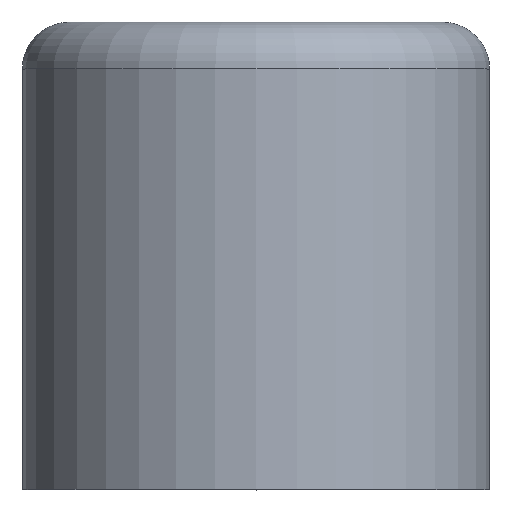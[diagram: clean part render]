
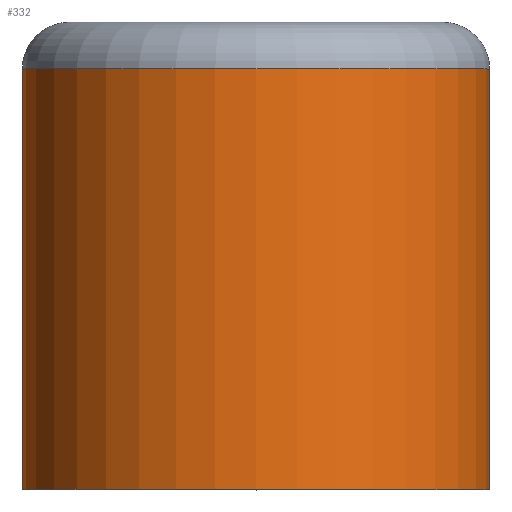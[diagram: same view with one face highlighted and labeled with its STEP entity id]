
A CAD part, top view. The second image highlights one B-rep face of the part: STEP entity #332.
In plain terms, the highlighted cylindrical face has radius 15.875 mm (diameter 31.75 mm), a full revolution.
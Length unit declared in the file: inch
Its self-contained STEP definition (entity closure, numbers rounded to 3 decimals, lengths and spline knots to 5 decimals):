
#48=FACE_OUTER_BOUND('',#68,.T.);
#68=EDGE_LOOP('',(#299,#300,#301,#302,#303));
#98=LINE('',#582,#126);
#126=VECTOR('',#486,0.625);
#141=CIRCLE('',#386,0.625);
#142=CIRCLE('',#387,0.625);
#143=CIRCLE('',#389,0.625);
#171=VERTEX_POINT('',#575);
#172=VERTEX_POINT('',#577);
#173=VERTEX_POINT('',#581);
#215=EDGE_CURVE('',#171,#172,#141,.T.);
#216=EDGE_CURVE('',#172,#171,#142,.T.);
#217=EDGE_CURVE('',#172,#173,#98,.T.);
#218=EDGE_CURVE('',#173,#173,#143,.T.);
#299=ORIENTED_EDGE('',*,*,#215,.F.);
#300=ORIENTED_EDGE('',*,*,#216,.F.);
#301=ORIENTED_EDGE('',*,*,#217,.T.);
#302=ORIENTED_EDGE('',*,*,#218,.T.);
#303=ORIENTED_EDGE('',*,*,#217,.F.);
#315=CYLINDRICAL_SURFACE('',#388,0.625);
#332=ADVANCED_FACE('',(#48),#315,.T.);
#386=AXIS2_PLACEMENT_3D('',#578,#480,#481);
#387=AXIS2_PLACEMENT_3D('',#579,#482,#483);
#388=AXIS2_PLACEMENT_3D('',#580,#484,#485);
#389=AXIS2_PLACEMENT_3D('',#583,#487,#488);
#480=DIRECTION('center_axis',(0.,1.,0.));
#481=DIRECTION('ref_axis',(1.,0.,0.));
#482=DIRECTION('center_axis',(0.,1.,0.));
#483=DIRECTION('ref_axis',(1.,0.,0.));
#484=DIRECTION('center_axis',(0.,1.,0.));
#485=DIRECTION('ref_axis',(-1.,0.,0.));
#486=DIRECTION('',(0.,-1.,0.));
#487=DIRECTION('center_axis',(0.,1.,0.));
#488=DIRECTION('ref_axis',(-1.,0.,0.));
#575=CARTESIAN_POINT('',(0.,1.125,-0.625));
#577=CARTESIAN_POINT('',(0.625,1.125,0.));
#578=CARTESIAN_POINT('Origin',(0.,1.125,0.));
#579=CARTESIAN_POINT('Origin',(0.,1.125,0.));
#580=CARTESIAN_POINT('Origin',(0.,0.,0.));
#581=CARTESIAN_POINT('',(0.625,0.,0.));
#582=CARTESIAN_POINT('',(0.625,0.,0.));
#583=CARTESIAN_POINT('Origin',(0.,0.,0.));
